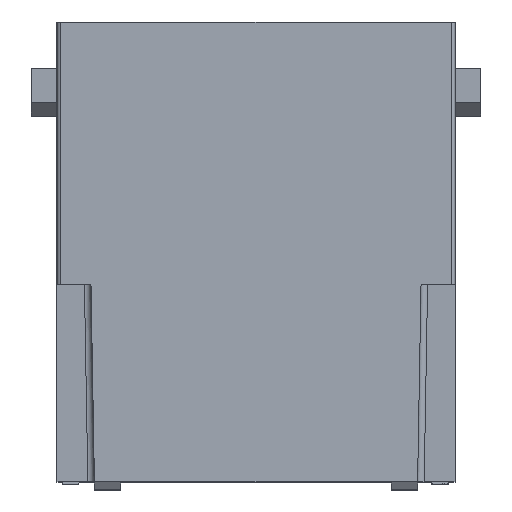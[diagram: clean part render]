
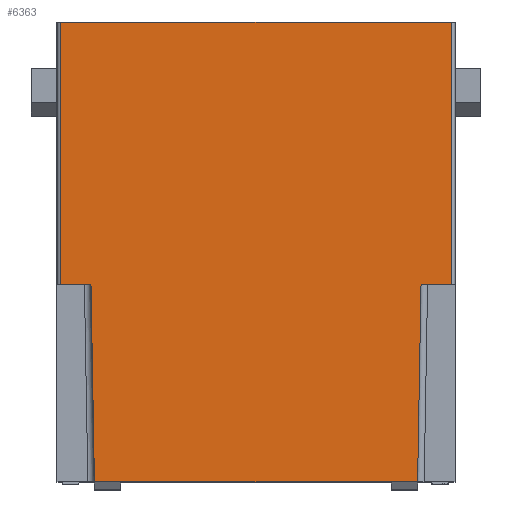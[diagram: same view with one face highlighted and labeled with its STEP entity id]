
A CAD part, top view. The second image highlights one B-rep face of the part: STEP entity #6363.
In plain terms, the highlighted planar face has unit normal (0, 0, 1).
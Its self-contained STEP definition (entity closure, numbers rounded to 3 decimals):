
#5646=FACE_OUTER_BOUND('',#10255,.T.);
#6363=ADVANCED_FACE('',(#5646),#6843,.T.);
#6843=PLANE('',#19259);
#7407=LINE('',#23279,#8530);
#8275=LINE('',#27646,#9398);
#8283=LINE('',#27661,#9406);
#8320=LINE('',#27746,#9443);
#8329=LINE('',#27768,#9452);
#8330=LINE('',#27773,#9453);
#8332=LINE('',#27779,#9455);
#8333=LINE('',#27780,#9456);
#8334=LINE('',#27782,#9457);
#8335=LINE('',#27784,#9458);
#8530=VECTOR('',#19631,1.);
#9398=VECTOR('',#22123,1.);
#9406=VECTOR('',#22137,1.);
#9443=VECTOR('',#22210,1.);
#9452=VECTOR('',#22229,1.);
#9453=VECTOR('',#22234,1.);
#9455=VECTOR('',#22240,1.);
#9456=VECTOR('',#22241,1.);
#9457=VECTOR('',#22242,1.);
#9458=VECTOR('',#22243,1.);
#10255=EDGE_LOOP('',(#13467,#13468,#13469,#13470,#13471,#13472,#13473,#13474,
#13475,#13476));
#13467=ORIENTED_EDGE('',*,*,#17561,.T.);
#13468=ORIENTED_EDGE('',*,*,#17498,.T.);
#13469=ORIENTED_EDGE('',*,*,#17506,.F.);
#13470=ORIENTED_EDGE('',*,*,#15952,.T.);
#13471=ORIENTED_EDGE('',*,*,#17546,.F.);
#13472=ORIENTED_EDGE('',*,*,#17556,.T.);
#13473=ORIENTED_EDGE('',*,*,#17562,.T.);
#13474=ORIENTED_EDGE('',*,*,#17563,.F.);
#13475=ORIENTED_EDGE('',*,*,#17564,.F.);
#13476=ORIENTED_EDGE('',*,*,#17558,.T.);
#14610=VERTEX_POINT('',#23278);
#14611=VERTEX_POINT('',#23280);
#15640=VERTEX_POINT('',#27645);
#15641=VERTEX_POINT('',#27647);
#15670=VERTEX_POINT('',#27745);
#15674=VERTEX_POINT('',#27767);
#15675=VERTEX_POINT('',#27771);
#15677=VERTEX_POINT('',#27774);
#15679=VERTEX_POINT('',#27781);
#15680=VERTEX_POINT('',#27783);
#15952=EDGE_CURVE('',#14611,#14610,#7407,.T.);
#17498=EDGE_CURVE('',#15641,#15640,#8275,.T.);
#17506=EDGE_CURVE('',#14611,#15640,#8283,.T.);
#17546=EDGE_CURVE('',#15670,#14610,#8320,.T.);
#17556=EDGE_CURVE('',#15670,#15674,#8329,.T.);
#17558=EDGE_CURVE('',#15677,#15675,#8330,.T.);
#17561=EDGE_CURVE('',#15675,#15641,#8332,.T.);
#17562=EDGE_CURVE('',#15674,#15679,#8333,.T.);
#17563=EDGE_CURVE('',#15680,#15679,#8334,.T.);
#17564=EDGE_CURVE('',#15677,#15680,#8335,.T.);
#19259=AXIS2_PLACEMENT_3D('',#27785,#22244,#22245);
#19631=DIRECTION('',(1.,0.,0.));
#22123=DIRECTION('',(0.017,-1.,0.));
#22137=DIRECTION('',(-1.,0.,0.));
#22210=DIRECTION('',(-1.,0.,0.));
#22229=DIRECTION('',(0.017,1.,0.));
#22234=DIRECTION('',(0.,-1.,0.));
#22240=DIRECTION('',(1.,0.,0.));
#22241=DIRECTION('',(1.,0.,0.));
#22242=DIRECTION('',(0.,-1.,0.));
#22243=DIRECTION('',(1.,0.,0.));
#22244=DIRECTION('',(0.,0.,1.));
#22245=DIRECTION('',(1.,0.,0.));
#23278=CARTESIAN_POINT('',(10.3,0.,7.3));
#23279=CARTESIAN_POINT('',(-10.3,0.,7.3));
#23280=CARTESIAN_POINT('',(-10.3,0.,7.3));
#27645=CARTESIAN_POINT('',(-12.3,0.,7.3));
#27646=CARTESIAN_POINT('',(-12.562,15.,7.3));
#27647=CARTESIAN_POINT('',(-12.562,15.,7.3));
#27661=CARTESIAN_POINT('',(-10.3,0.,7.3));
#27745=CARTESIAN_POINT('',(12.3,0.,7.3));
#27746=CARTESIAN_POINT('',(12.3,0.,7.3));
#27767=CARTESIAN_POINT('',(12.562,15.,7.3));
#27768=CARTESIAN_POINT('',(12.3,0.,7.3));
#27771=CARTESIAN_POINT('',(-14.85,15.,7.3));
#27773=CARTESIAN_POINT('',(-14.85,35.,7.3));
#27774=CARTESIAN_POINT('',(-14.85,35.,7.3));
#27779=CARTESIAN_POINT('',(-14.85,15.,7.3));
#27780=CARTESIAN_POINT('',(12.562,15.,7.3));
#27781=CARTESIAN_POINT('',(14.85,15.,7.3));
#27782=CARTESIAN_POINT('',(14.85,35.,7.3));
#27783=CARTESIAN_POINT('',(14.85,35.,7.3));
#27784=CARTESIAN_POINT('',(-14.85,35.,7.3));
#27785=CARTESIAN_POINT('',(-15.15,0.,7.3));
